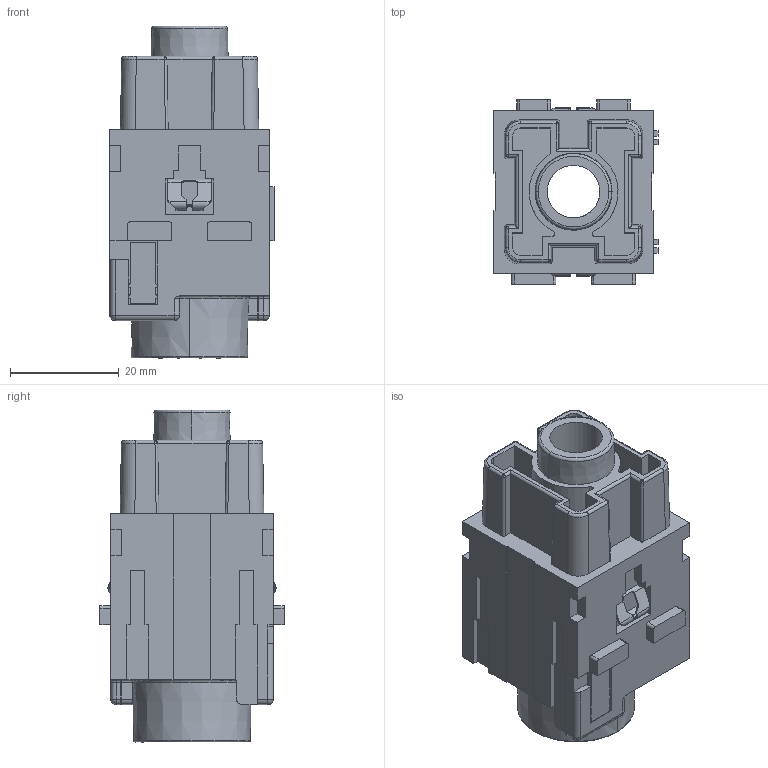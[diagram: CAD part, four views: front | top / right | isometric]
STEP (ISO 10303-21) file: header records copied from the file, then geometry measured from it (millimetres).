
FILE_DESCRIPTION(('Creo Elements/Direct Modeling STEP Export'),'2;1');
FILE_NAME('0ln7uvk5p7jtudn2124','2023-02-15T 7:55:51',(''),(''),'Creo Elements/Direct Modeling STEP processor for AP214 (Solid Model)','Creo Elements/Direct Modeling 20.1B 02-Apr-2019 (C) Parametric Technology GmbH','');
FILE_SCHEMA(('AUTOMOTIVE_DESIGN { 1 0 10303 214 1 1 1 1 }'));
Length unit declared in the file: millimetre
Products named in the file (2): CX 01 30PEF
Assembly tree (1 placements, depth 2):
  CX 01 30PEF
    CX 01 30PEF
Bounding box: 30.3 x 34 x 61.2 mm (x, y, z)
Volume: 24123.4 mm3; surface area: 19085.4 mm2
Topology: 1 solids, 1 shells, 470 faces, 1304 edges, 844 vertices
Faces by surface type: plane 267, cylinder 133, bspline 44, torus 11, cone 8, sphere 5, extrusion 2
Entity records: 22259 total; most frequent: CARTESIAN_POINT 7106, ORIENTED_EDGE 2598, DIRECTION 2049, EDGE_CURVE 1299, VECTOR 845, VERTEX_POINT 844, LINE 843, AXIS2_PLACEMENT_3D 602
